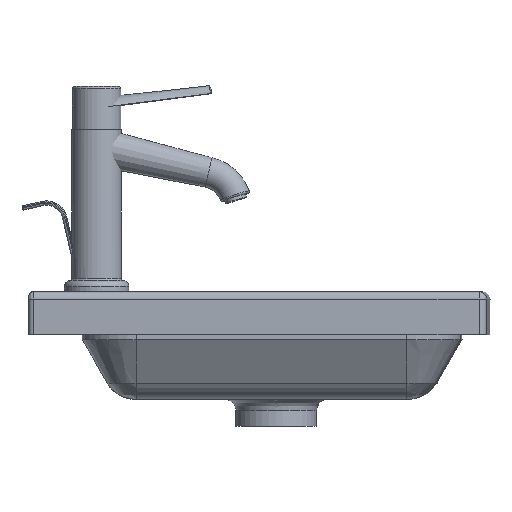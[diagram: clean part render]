
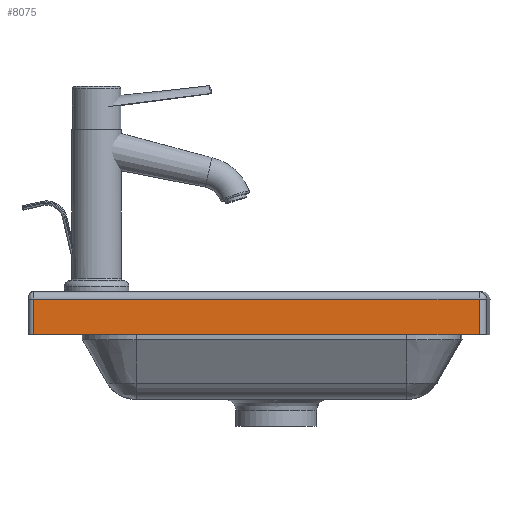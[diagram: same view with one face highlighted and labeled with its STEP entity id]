
A CAD part, left-side view. The second image highlights one B-rep face of the part: STEP entity #8075.
In plain terms, the highlighted planar face has unit normal (-1, 0, 0).
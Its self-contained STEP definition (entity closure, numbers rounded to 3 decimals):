
#3020=CARTESIAN_POINT('',(-42.787,474.633,93.0));
#3021=VERTEX_POINT('',#3020);
#3136=CARTESIAN_POINT('',(-42.787,474.633,60.0));
#3137=VERTEX_POINT('',#3136);
#3145=CARTESIAN_POINT('',(-42.787,474.633,60.0));
#3146=DIRECTION('',(0.0,0.0,1.0));
#3147=VECTOR('',#3146,33.0);
#3148=LINE('',#3145,#3147);
#3149=EDGE_CURVE('',#3137,#3021,#3148,.T.);
#3225=CARTESIAN_POINT('',(-42.787,61.462,60.0));
#3226=VERTEX_POINT('',#3225);
#3234=CARTESIAN_POINT('',(-42.787,474.633,60.0));
#3235=DIRECTION('',(0.0,-1.0,0.0));
#3236=VECTOR('',#3235,413.171);
#3237=LINE('',#3234,#3236);
#3238=EDGE_CURVE('',#3137,#3226,#3237,.T.);
#4345=CARTESIAN_POINT('',(-42.787,61.462,93.0));
#4346=VERTEX_POINT('',#4345);
#4347=CARTESIAN_POINT('',(-42.787,474.633,93.0));
#4348=DIRECTION('',(0.0,-1.0,0.0));
#4349=VECTOR('',#4348,413.171);
#4350=LINE('',#4347,#4349);
#4351=EDGE_CURVE('',#3021,#4346,#4350,.T.);
#8000=CARTESIAN_POINT('',(-42.787,61.462,93.0));
#8001=DIRECTION('',(0.0,0.0,-1.0));
#8002=VECTOR('',#8001,33.0);
#8003=LINE('',#8000,#8002);
#8004=EDGE_CURVE('',#4346,#3226,#8003,.T.);
#8064=CARTESIAN_POINT('',(-42.787,54.633,0.0));
#8065=DIRECTION('',(-1.0,0.0,0.0));
#8066=DIRECTION('',(0.0,0.0,1.0));
#8067=AXIS2_PLACEMENT_3D('',#8064,#8065,#8066);
#8068=PLANE('',#8067);
#8069=ORIENTED_EDGE('',*,*,#3149,.F.);
#8070=ORIENTED_EDGE('',*,*,#3238,.T.);
#8071=ORIENTED_EDGE('',*,*,#8004,.F.);
#8072=ORIENTED_EDGE('',*,*,#4351,.F.);
#8073=EDGE_LOOP('',(#8069,#8070,#8071,#8072));
#8074=FACE_OUTER_BOUND('',#8073,.T.);
#8075=ADVANCED_FACE('',(#8074),#8068,.T.);
